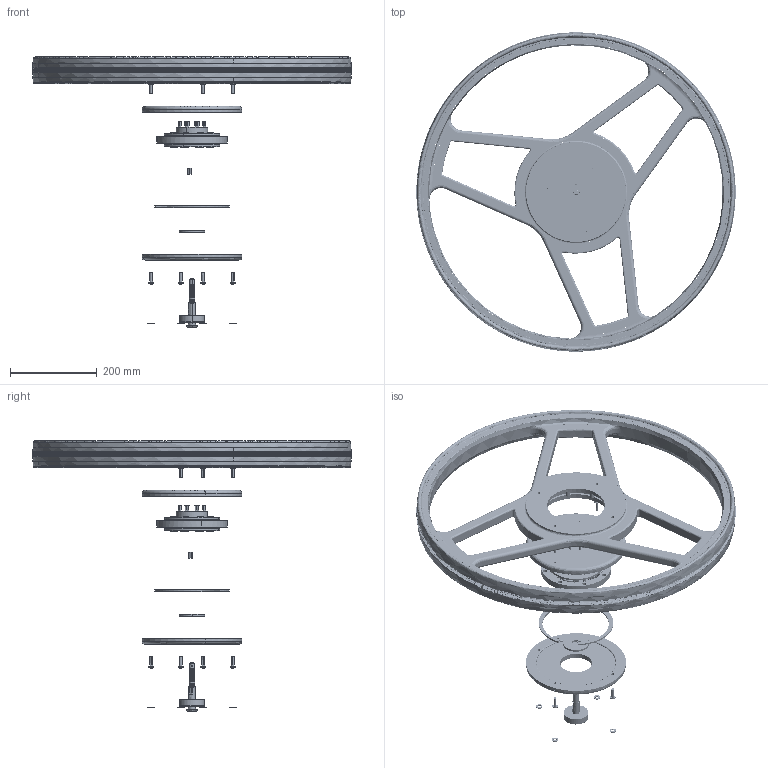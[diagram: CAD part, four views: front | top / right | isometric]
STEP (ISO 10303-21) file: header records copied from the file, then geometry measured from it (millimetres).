
FILE_DESCRIPTION(('FreeCAD Model'),'2;1');
FILE_NAME('Open CASCADE Shape Model','2025-04-29T14:13:58',('FreeCAD'),( 'FreeCAD'),'Open CASCADE STEP processor 7.6','FreeCAD','Unknown');
FILE_SCHEMA(('AUTOMOTIVE_DESIGN { 1 0 10303 214 1 1 1 1 }'));
Products named in the file (1): Open CASCADE STEP translator 7.6 1
Bounding box: 734.69 x 734.68 x 621.65 mm (x, y, z)
Surface area: 1552569.5 mm2 (no closed solid volume)
Topology: 0 solids, 2117 shells, 2117 faces, 25635 edges, 25623 vertices
Faces by surface type: bspline 2117
Entity records: 229748 total; most frequent: CARTESIAN_POINT 121770, ORIENTED_EDGE 25623, EDGE_CURVE 25623, VERTEX_POINT 25623, B_SPLINE_CURVE_WITH_KNOTS 19791, FACE_BOUND 2316, EDGE_LOOP 2316, SHELL_BASED_SURFACE_MODEL 2117
